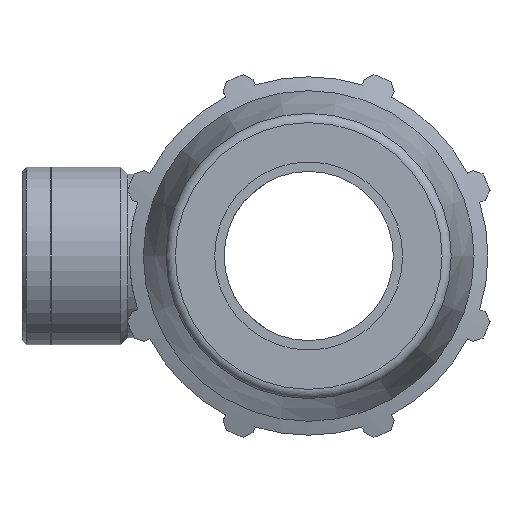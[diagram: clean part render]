
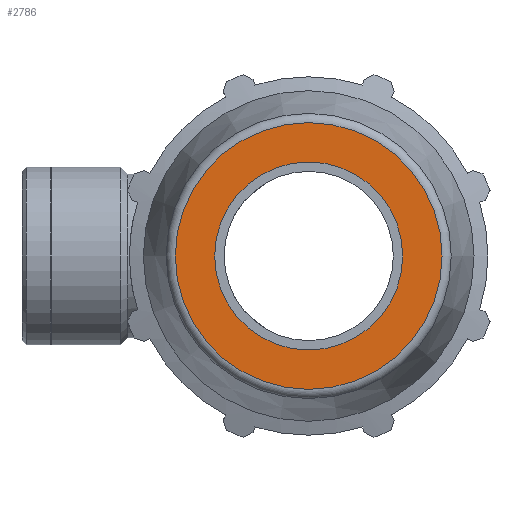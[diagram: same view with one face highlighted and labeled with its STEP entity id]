
A CAD part, left-side view. The second image highlights one B-rep face of the part: STEP entity #2786.
In plain terms, the highlighted planar face has unit normal (-1, 0, 0).
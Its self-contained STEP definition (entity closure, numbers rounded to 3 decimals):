
#56=PLANE('',#3000);
#590=FACE_BOUND('',#864,.T.);
#692=FACE_OUTER_BOUND('',#863,.T.);
#863=EDGE_LOOP('',(#2115));
#864=EDGE_LOOP('',(#2116));
#1038=CIRCLE('',#2998,28.38);
#1039=CIRCLE('',#3001,20.);
#1233=VERTEX_POINT('',#4407);
#1234=VERTEX_POINT('',#4411);
#1557=EDGE_CURVE('',#1233,#1233,#1038,.T.);
#1558=EDGE_CURVE('',#1234,#1234,#1039,.T.);
#2115=ORIENTED_EDGE('',*,*,#1557,.T.);
#2116=ORIENTED_EDGE('',*,*,#1558,.T.);
#2786=ADVANCED_FACE('',(#692,#590),#56,.F.);
#2998=AXIS2_PLACEMENT_3D('',#4408,#3497,#3498);
#3000=AXIS2_PLACEMENT_3D('',#4410,#3501,#3502);
#3001=AXIS2_PLACEMENT_3D('',#4412,#3503,#3504);
#3497=DIRECTION('center_axis',(-1.,0.,0.));
#3498=DIRECTION('ref_axis',(0.,-1.,0.));
#3501=DIRECTION('center_axis',(1.,0.,0.));
#3502=DIRECTION('ref_axis',(0.,0.,-1.));
#3503=DIRECTION('center_axis',(1.,0.,0.));
#3504=DIRECTION('ref_axis',(0.,0.,-1.));
#4407=CARTESIAN_POINT('',(-101.5,28.38,0.));
#4408=CARTESIAN_POINT('Origin',(-101.5,0.,0.));
#4410=CARTESIAN_POINT('Origin',(-101.5,20.,0.));
#4411=CARTESIAN_POINT('',(-101.5,20.,0.));
#4412=CARTESIAN_POINT('Origin',(-101.5,0.,0.));
